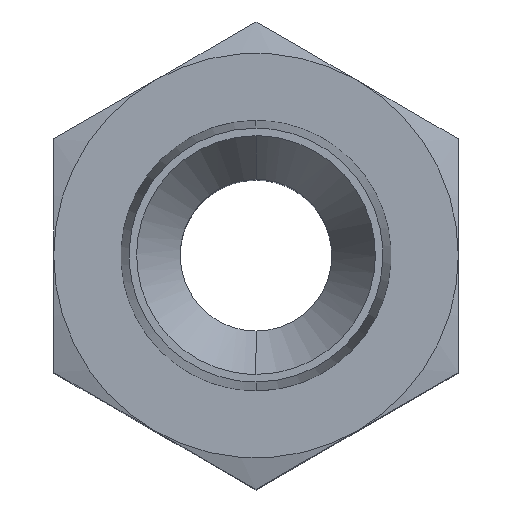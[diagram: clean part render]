
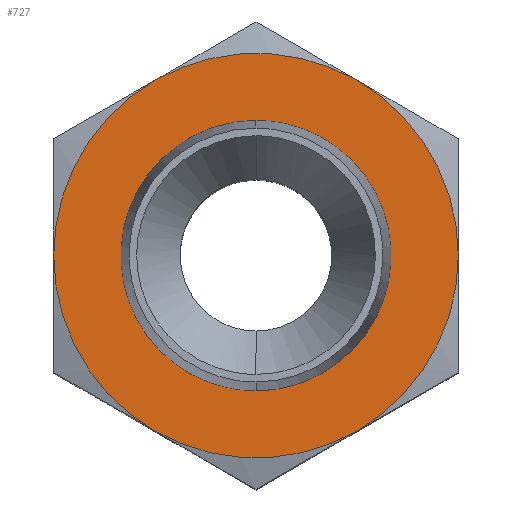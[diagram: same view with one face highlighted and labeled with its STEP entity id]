
A CAD part, top view. The second image highlights one B-rep face of the part: STEP entity #727.
In plain terms, the highlighted free-form (B-spline) face has degree [1, 1] with [2, 2] control points.
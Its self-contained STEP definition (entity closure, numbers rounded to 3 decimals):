
#218 = VERTEX_POINT('',#219);
#219 = CARTESIAN_POINT('',(0.,5.668,
    18.735));
#224 = EDGE_CURVE('',#225,#218,#227,.T.);
#225 = VERTEX_POINT('',#226);
#226 = CARTESIAN_POINT('',(0.,-5.668,
    18.735));
#227 = ( BOUNDED_CURVE() B_SPLINE_CURVE(2,(#228,#229,#230,#231,#232),
.UNSPECIFIED.,.F.,.F.) B_SPLINE_CURVE_WITH_KNOTS((3,2,3),(0.,
1.571,3.142),.PIECEWISE_BEZIER_KNOTS.) CURVE() 
GEOMETRIC_REPRESENTATION_ITEM() RATIONAL_B_SPLINE_CURVE((1.,
0.707,1.,0.707,1.)) REPRESENTATION_ITEM('') );
#228 = CARTESIAN_POINT('',(0.,-5.668,
    18.735));
#229 = CARTESIAN_POINT('',(-5.668,-5.668,
    18.735));
#230 = CARTESIAN_POINT('',(-5.668,0.,
    18.735));
#231 = CARTESIAN_POINT('',(-5.668,5.668,
    18.735));
#232 = CARTESIAN_POINT('',(0.,5.668,
    18.735));
#350 = VERTEX_POINT('',#351);
#351 = CARTESIAN_POINT('',(-8.49,0.,
    18.735));
#389 = EDGE_CURVE('',#350,#390,#392,.T.);
#390 = VERTEX_POINT('',#391);
#391 = CARTESIAN_POINT('',(-4.245,-7.353,
    18.735));
#392 = ( BOUNDED_CURVE() B_SPLINE_CURVE(2,(#393,#394,#395),
.UNSPECIFIED.,.F.,.F.) B_SPLINE_CURVE_WITH_KNOTS((3,3),(5.236,
6.283),.PIECEWISE_BEZIER_KNOTS.) CURVE() 
GEOMETRIC_REPRESENTATION_ITEM() RATIONAL_B_SPLINE_CURVE((1.,
0.866,1.)) REPRESENTATION_ITEM('') );
#393 = CARTESIAN_POINT('',(-8.49,0.,
    18.735));
#394 = CARTESIAN_POINT('',(-8.49,-4.902,
    18.735));
#395 = CARTESIAN_POINT('',(-4.245,-7.353,
    18.735));
#421 = EDGE_CURVE('',#422,#350,#424,.T.);
#422 = VERTEX_POINT('',#423);
#423 = CARTESIAN_POINT('',(-4.245,7.353,
    18.735));
#424 = ( BOUNDED_CURVE() B_SPLINE_CURVE(2,(#425,#426,#427),
.UNSPECIFIED.,.F.,.F.) B_SPLINE_CURVE_WITH_KNOTS((3,3),(5.236,
6.283),.PIECEWISE_BEZIER_KNOTS.) CURVE() 
GEOMETRIC_REPRESENTATION_ITEM() RATIONAL_B_SPLINE_CURVE((1.,
0.866,1.)) REPRESENTATION_ITEM('') );
#425 = CARTESIAN_POINT('',(-4.245,7.353,
    18.735));
#426 = CARTESIAN_POINT('',(-8.49,4.902,
    18.735));
#427 = CARTESIAN_POINT('',(-8.49,0.,
    18.735));
#491 = EDGE_CURVE('',#492,#494,#496,.T.);
#492 = VERTEX_POINT('',#493);
#493 = CARTESIAN_POINT('',(8.49,0.,
    18.735));
#494 = VERTEX_POINT('',#495);
#495 = CARTESIAN_POINT('',(4.245,7.353,18.735
    ));
#496 = ( BOUNDED_CURVE() B_SPLINE_CURVE(2,(#497,#498,#499),
.UNSPECIFIED.,.F.,.F.) B_SPLINE_CURVE_WITH_KNOTS((3,3),(5.236,
6.283),.PIECEWISE_BEZIER_KNOTS.) CURVE() 
GEOMETRIC_REPRESENTATION_ITEM() RATIONAL_B_SPLINE_CURVE((1.,
0.866,1.)) REPRESENTATION_ITEM('') );
#497 = CARTESIAN_POINT('',(8.49,0.,
    18.735));
#498 = CARTESIAN_POINT('',(8.49,4.902,18.735
    ));
#499 = CARTESIAN_POINT('',(4.245,7.353,18.735
    ));
#543 = EDGE_CURVE('',#544,#492,#546,.T.);
#544 = VERTEX_POINT('',#545);
#545 = CARTESIAN_POINT('',(4.245,-7.353,18.735
    ));
#546 = ( BOUNDED_CURVE() B_SPLINE_CURVE(2,(#547,#548,#549),
.UNSPECIFIED.,.F.,.F.) B_SPLINE_CURVE_WITH_KNOTS((3,3),(5.236,
6.283),.PIECEWISE_BEZIER_KNOTS.) CURVE() 
GEOMETRIC_REPRESENTATION_ITEM() RATIONAL_B_SPLINE_CURVE((1.,
0.866,1.)) REPRESENTATION_ITEM('') );
#547 = CARTESIAN_POINT('',(4.245,-7.353,18.735
    ));
#548 = CARTESIAN_POINT('',(8.49,-4.902,
    18.735));
#549 = CARTESIAN_POINT('',(8.49,0.,
    18.735));
#727 = ADVANCED_FACE('',(#728,#746),#757,.T.);
#728 = FACE_BOUND('',#729,.T.);
#729 = EDGE_LOOP('',(#730,#731,#732,#738,#739,#740));
#730 = ORIENTED_EDGE('',*,*,#421,.T.);
#731 = ORIENTED_EDGE('',*,*,#389,.T.);
#732 = ORIENTED_EDGE('',*,*,#733,.T.);
#733 = EDGE_CURVE('',#390,#544,#734,.T.);
#734 = ( BOUNDED_CURVE() B_SPLINE_CURVE(2,(#735,#736,#737),
.UNSPECIFIED.,.F.,.F.) B_SPLINE_CURVE_WITH_KNOTS((3,3),(0.,
1.047),.PIECEWISE_BEZIER_KNOTS.) CURVE() 
GEOMETRIC_REPRESENTATION_ITEM() RATIONAL_B_SPLINE_CURVE((1.,
0.866,1.)) REPRESENTATION_ITEM('') );
#735 = CARTESIAN_POINT('',(-4.245,-7.353,
    18.735));
#736 = CARTESIAN_POINT('',(0.,-9.804,
    18.735));
#737 = CARTESIAN_POINT('',(4.245,-7.353,18.735
    ));
#738 = ORIENTED_EDGE('',*,*,#543,.T.);
#739 = ORIENTED_EDGE('',*,*,#491,.T.);
#740 = ORIENTED_EDGE('',*,*,#741,.T.);
#741 = EDGE_CURVE('',#494,#422,#742,.T.);
#742 = ( BOUNDED_CURVE() B_SPLINE_CURVE(2,(#743,#744,#745),
.UNSPECIFIED.,.F.,.F.) B_SPLINE_CURVE_WITH_KNOTS((3,3),(0.,
1.047),.PIECEWISE_BEZIER_KNOTS.) CURVE() 
GEOMETRIC_REPRESENTATION_ITEM() RATIONAL_B_SPLINE_CURVE((1.,
0.866,1.)) REPRESENTATION_ITEM('') );
#743 = CARTESIAN_POINT('',(4.245,7.353,18.735
    ));
#744 = CARTESIAN_POINT('',(0.,9.804,
    18.735));
#745 = CARTESIAN_POINT('',(-4.245,7.353,
    18.735));
#746 = FACE_BOUND('',#747,.T.);
#747 = EDGE_LOOP('',(#748,#749));
#748 = ORIENTED_EDGE('',*,*,#224,.T.);
#749 = ORIENTED_EDGE('',*,*,#750,.T.);
#750 = EDGE_CURVE('',#218,#225,#751,.T.);
#751 = ( BOUNDED_CURVE() B_SPLINE_CURVE(2,(#752,#753,#754,#755,#756),
.UNSPECIFIED.,.F.,.F.) B_SPLINE_CURVE_WITH_KNOTS((3,2,3),(3.142
,4.712,6.283),.PIECEWISE_BEZIER_KNOTS.) CURVE() 
GEOMETRIC_REPRESENTATION_ITEM() RATIONAL_B_SPLINE_CURVE((1.,
0.707,1.,0.707,1.)) REPRESENTATION_ITEM('') );
#752 = CARTESIAN_POINT('',(0.,5.668,
    18.735));
#753 = CARTESIAN_POINT('',(5.668,5.668,18.735)
  );
#754 = CARTESIAN_POINT('',(5.668,0.,
    18.735));
#755 = CARTESIAN_POINT('',(5.668,-5.668,
    18.735));
#756 = CARTESIAN_POINT('',(0.,-5.668,
    18.735));
#757 = B_SPLINE_SURFACE_WITH_KNOTS('',1,1,(
    (#758,#759)
    ,(#760,#761
    )),.UNSPECIFIED.,.F.,.F.,.F.,(2,2),(2,2),(0.,
    19.05),(0.,19.05),
  .PIECEWISE_BEZIER_KNOTS.);
#758 = CARTESIAN_POINT('',(-8.49,-8.49,
    18.735));
#759 = CARTESIAN_POINT('',(-8.49,8.49,
    18.735));
#760 = CARTESIAN_POINT('',(8.49,-8.49,
    18.735));
#761 = CARTESIAN_POINT('',(8.49,8.49,18.735
    ));
